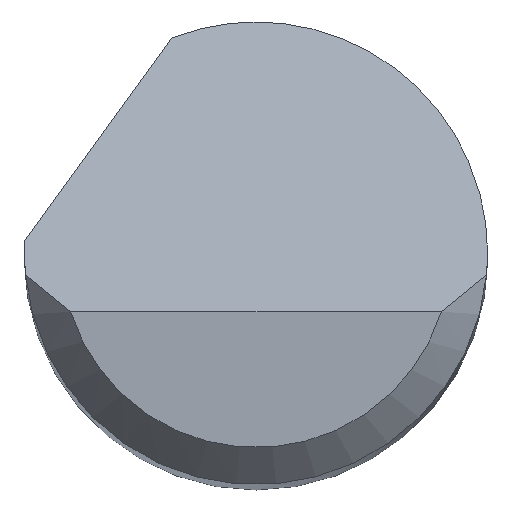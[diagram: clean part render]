
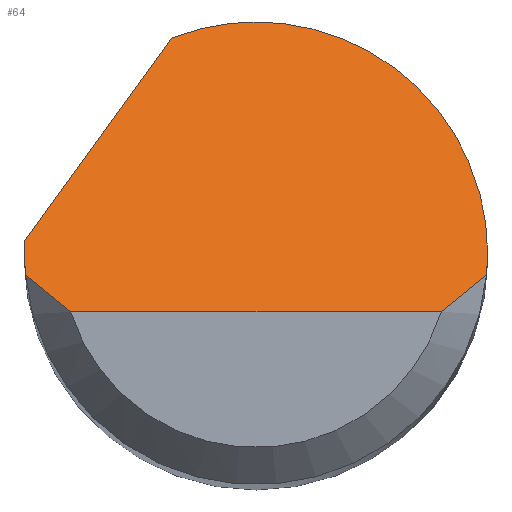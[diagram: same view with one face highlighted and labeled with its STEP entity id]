
A CAD part, top view. The second image highlights one B-rep face of the part: STEP entity #64.
In plain terms, the highlighted planar face has unit normal (0, 0.707, 0.707).
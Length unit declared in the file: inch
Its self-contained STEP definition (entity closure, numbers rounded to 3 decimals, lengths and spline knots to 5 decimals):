
#20 = CARTESIAN_POINT ( 'NONE',  ( -0.08761, -0.01397, 1.99022 ) ) ;
#22 = ORIENTED_EDGE ( 'NONE', *, *, #100, .F. ) ;
#34 = CARTESIAN_POINT ( 'NONE',  ( 0.09375, 0.07266, 1.90359 ) ) ;
#47 = CARTESIAN_POINT ( 'NONE',  ( 0.08761, -0.01397, 1.99022 ) ) ;
#49 = EDGE_CURVE ( 'NONE', #512, #78, #392, .T. ) ;
#64 = ADVANCED_FACE ( 'NONE', ( #125 ), #668, .F. ) ;
#78 = VERTEX_POINT ( 'NONE', #193 ) ;
#91 = VERTEX_POINT ( 'NONE', #451 ) ;
#97 = CARTESIAN_POINT ( 'NONE',  ( 0., -0.02375, 2. ) ) ;
#98 = CARTESIAN_POINT ( 'NONE',  ( -0.09361, -0.00584, 1.98209 ) ) ;
#100 = EDGE_CURVE ( 'NONE', #352, #454, #310, .T. ) ;
#121 = CARTESIAN_POINT ( 'NONE',  ( -0.09371, 0.00333, 1.97292 ) ) ;
#125 = FACE_OUTER_BOUND ( 'NONE', #403, .T. ) ;
#135 = CARTESIAN_POINT ( 'NONE',  ( 0.09375, 0., 1.97625 ) ) ;
#139 = EDGE_CURVE ( 'NONE', #78, #352, #346, .T. ) ;
#140 = DIRECTION ( 'NONE',  ( 0., -0.707, -0.707 ) ) ;
#143 = CARTESIAN_POINT ( 'NONE',  ( -0.09375, 0., 1.97625 ) ) ;
#146 = CARTESIAN_POINT ( 'NONE',  ( -0.09375, -0.02375, 2. ) ) ;
#150 = CARTESIAN_POINT ( 'NONE',  ( 0.07508, -0.02375, 2. ) ) ;
#151 = EDGE_CURVE ( 'NONE', #288, #512, #594, .T. ) ;
#159 = B_SPLINE_CURVE_WITH_KNOTS ( 'NONE', 3,
 ( #281, #20, #225, #433 ),
 .UNSPECIFIED., .F., .F.,
 ( 4, 4 ),
 ( 0., 0.00071 ),
 .UNSPECIFIED. ) ;
#160 = CARTESIAN_POINT ( 'NONE',  ( 0.09361, -0.00584, 1.98209 ) ) ;
#169 = CARTESIAN_POINT ( 'NONE',  ( -0.09362, 0.005, 1.97125 ) ) ;
#170 =( BOUNDED_CURVE ( )  B_SPLINE_CURVE ( 3, ( #632, #474, #160, #623 ),
 .UNSPECIFIED., .F., .T. ) 
 B_SPLINE_CURVE_WITH_KNOTS ( ( 4, 4 ),
 ( 1.5708, 1.66427 ),
 .UNSPECIFIED. ) 
 CURVE ( )  GEOMETRIC_REPRESENTATION_ITEM ( )  RATIONAL_B_SPLINE_CURVE ( ( 1., 0.999, 0.999, 1. ) ) 
 REPRESENTATION_ITEM ( '' )  );
#178 = ORIENTED_EDGE ( 'NONE', *, *, #592, .T. ) ;
#183 = DIRECTION ( 'NONE',  ( 1., 0., 0. ) ) ;
#187 = ORIENTED_EDGE ( 'NONE', *, *, #139, .F. ) ;
#193 = CARTESIAN_POINT ( 'NONE',  ( -0.09362, 0.005, 1.97125 ) ) ;
#225 = CARTESIAN_POINT ( 'NONE',  ( -0.08157, -0.019, 1.99525 ) ) ;
#230 = ORIENTED_EDGE ( 'NONE', *, *, #49, .F. ) ;
#266 = VECTOR ( 'NONE', #503, 39.37008 ) ;
#270 = ORIENTED_EDGE ( 'NONE', *, *, #544, .T. ) ;
#281 = CARTESIAN_POINT ( 'NONE',  ( -0.09334, -0.00875, 1.985 ) ) ;
#288 = VERTEX_POINT ( 'NONE', #582 ) ;
#291 = VERTEX_POINT ( 'NONE', #309 ) ;
#294 = CARTESIAN_POINT ( 'NONE',  ( 0.09375, 0., 1.97625 ) ) ;
#300 = CARTESIAN_POINT ( 'NONE',  ( -0.09334, -0.00875, 1.985 ) ) ;
#305 = CARTESIAN_POINT ( 'NONE',  ( -0.09375, 0., 1.97625 ) ) ;
#309 = CARTESIAN_POINT ( 'NONE',  ( 0.07508, -0.02375, 2. ) ) ;
#310 =( BOUNDED_CURVE ( )  B_SPLINE_CURVE ( 3, ( #672, #620, #34, #294 ),
 .UNSPECIFIED., .F., .F. ) 
 B_SPLINE_CURVE_WITH_KNOTS ( ( 4, 4 ),
 ( 5.91277, 7.85398 ),
 .UNSPECIFIED. ) 
 CURVE ( )  GEOMETRIC_REPRESENTATION_ITEM ( )  RATIONAL_B_SPLINE_CURVE ( ( 1., 0.71, 0.71, 1. ) ) 
 REPRESENTATION_ITEM ( '' )  );
#331 = AXIS2_PLACEMENT_3D ( 'NONE', #146, #140, #462 ) ;
#346 = LINE ( 'NONE', #514, #266 ) ;
#352 = VERTEX_POINT ( 'NONE', #568 ) ;
#353 = LINE ( 'NONE', #97, #446 ) ;
#369 = CARTESIAN_POINT ( 'NONE',  ( 0.08157, -0.019, 1.99525 ) ) ;
#392 =( BOUNDED_CURVE ( )  B_SPLINE_CURVE ( 3, ( #486, #490, #121, #169 ),
 .UNSPECIFIED., .F., .F. ) 
 B_SPLINE_CURVE_WITH_KNOTS ( ( 4, 4 ),
 ( 4.71239, 4.76575 ),
 .UNSPECIFIED. ) 
 CURVE ( )  GEOMETRIC_REPRESENTATION_ITEM ( )  RATIONAL_B_SPLINE_CURVE ( ( 1., 1., 1., 1. ) ) 
 REPRESENTATION_ITEM ( '' )  );
#398 = CARTESIAN_POINT ( 'NONE',  ( -0.09375, -0.00292, 1.97917 ) ) ;
#403 = EDGE_LOOP ( 'NONE', ( #270, #178, #575, #22, #187, #230, #655, #430 ) ) ;
#430 = ORIENTED_EDGE ( 'NONE', *, *, #437, .T. ) ;
#433 = CARTESIAN_POINT ( 'NONE',  ( -0.07508, -0.02375, 2. ) ) ;
#437 = EDGE_CURVE ( 'NONE', #288, #91, #159, .T. ) ;
#438 = VERTEX_POINT ( 'NONE', #542 ) ;
#446 = VECTOR ( 'NONE', #183, 39.37008 ) ;
#451 = CARTESIAN_POINT ( 'NONE',  ( -0.07508, -0.02375, 2. ) ) ;
#454 = VERTEX_POINT ( 'NONE', #135 ) ;
#462 = DIRECTION ( 'NONE',  ( 0., 0.707, -0.707 ) ) ;
#474 = CARTESIAN_POINT ( 'NONE',  ( 0.09375, -0.00292, 1.97917 ) ) ;
#486 = CARTESIAN_POINT ( 'NONE',  ( -0.09375, 0., 1.97625 ) ) ;
#490 = CARTESIAN_POINT ( 'NONE',  ( -0.09375, 0.00167, 1.97458 ) ) ;
#495 = B_SPLINE_CURVE_WITH_KNOTS ( 'NONE', 3,
 ( #150, #369, #47, #635 ),
 .UNSPECIFIED., .F., .F.,
 ( 4, 4 ),
 ( 0., 0.00071 ),
 .UNSPECIFIED. ) ;
#503 = DIRECTION ( 'NONE',  ( 0.456, 0.629, -0.629 ) ) ;
#512 = VERTEX_POINT ( 'NONE', #305 ) ;
#514 = CARTESIAN_POINT ( 'NONE',  ( -0.11014, -0.01781, 1.99406 ) ) ;
#542 = CARTESIAN_POINT ( 'NONE',  ( 0.09334, -0.00875, 1.985 ) ) ;
#544 = EDGE_CURVE ( 'NONE', #91, #291, #353, .T. ) ;
#568 = CARTESIAN_POINT ( 'NONE',  ( -0.03394, 0.08739, 1.88886 ) ) ;
#575 = ORIENTED_EDGE ( 'NONE', *, *, #644, .F. ) ;
#582 = CARTESIAN_POINT ( 'NONE',  ( -0.09334, -0.00875, 1.985 ) ) ;
#592 = EDGE_CURVE ( 'NONE', #291, #438, #495, .T. ) ;
#594 =( BOUNDED_CURVE ( )  B_SPLINE_CURVE ( 3, ( #300, #98, #398, #143 ),
 .UNSPECIFIED., .F., .T. ) 
 B_SPLINE_CURVE_WITH_KNOTS ( ( 4, 4 ),
 ( 4.61892, 4.71239 ),
 .UNSPECIFIED. ) 
 CURVE ( )  GEOMETRIC_REPRESENTATION_ITEM ( )  RATIONAL_B_SPLINE_CURVE ( ( 1., 0.999, 0.999, 1. ) ) 
 REPRESENTATION_ITEM ( '' )  );
#620 = CARTESIAN_POINT ( 'NONE',  ( 0.03379, 0.11369, 1.86256 ) ) ;
#623 = CARTESIAN_POINT ( 'NONE',  ( 0.09334, -0.00875, 1.985 ) ) ;
#632 = CARTESIAN_POINT ( 'NONE',  ( 0.09375, 0., 1.97625 ) ) ;
#635 = CARTESIAN_POINT ( 'NONE',  ( 0.09334, -0.00875, 1.985 ) ) ;
#644 = EDGE_CURVE ( 'NONE', #454, #438, #170, .T. ) ;
#655 = ORIENTED_EDGE ( 'NONE', *, *, #151, .F. ) ;
#668 = PLANE ( 'NONE',  #331 ) ;
#672 = CARTESIAN_POINT ( 'NONE',  ( -0.03394, 0.08739, 1.88886 ) ) ;
